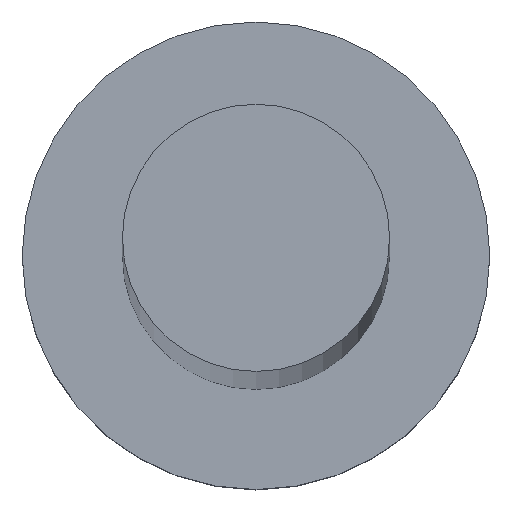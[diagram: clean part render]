
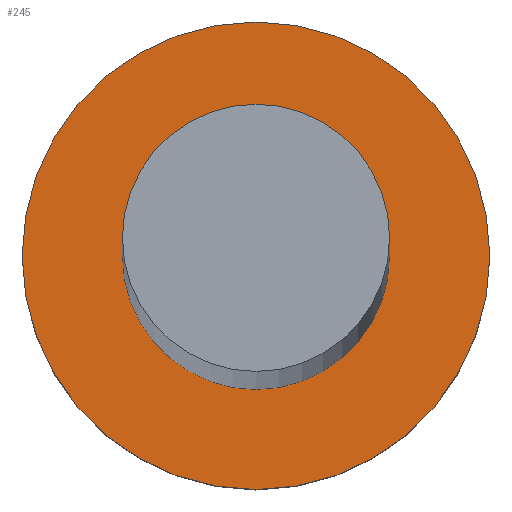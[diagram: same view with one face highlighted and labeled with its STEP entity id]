
A CAD part, top view. The second image highlights one B-rep face of the part: STEP entity #245.
In plain terms, the highlighted planar face has unit normal (0, 0, 1).
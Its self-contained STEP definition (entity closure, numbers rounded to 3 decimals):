
#10 = CIRCLE ( 'NONE', #189, 4. ) ;
#16 = DIRECTION ( 'NONE',  ( 1., 0., 0. ) ) ;
#32 = ORIENTED_EDGE ( 'NONE', *, *, #167, .T. ) ;
#36 = DIRECTION ( 'NONE',  ( 0., 0., 1. ) ) ;
#37 = CARTESIAN_POINT ( 'NONE',  ( 0., 0., 6.5 ) ) ;
#38 = EDGE_CURVE ( 'NONE', #40, #202, #42, .T. ) ;
#40 = VERTEX_POINT ( 'NONE', #54 ) ;
#41 = EDGE_CURVE ( 'NONE', #202, #40, #10, .T. ) ;
#42 = CIRCLE ( 'NONE', #134, 4. ) ;
#49 = CARTESIAN_POINT ( 'NONE',  ( 7., 0., 6.5 ) ) ;
#54 = CARTESIAN_POINT ( 'NONE',  ( -4., 0., 6.5 ) ) ;
#56 = ORIENTED_EDGE ( 'NONE', *, *, #186, .T. ) ;
#67 = CARTESIAN_POINT ( 'NONE',  ( 0., 0., 6.5 ) ) ;
#74 = EDGE_LOOP ( 'NONE', ( #98, #155 ) ) ;
#83 = AXIS2_PLACEMENT_3D ( 'NONE', #67, #36, #108 ) ;
#89 = DIRECTION ( 'NONE',  ( 1., 0., 0. ) ) ;
#91 = FACE_OUTER_BOUND ( 'NONE', #153, .T. ) ;
#98 = ORIENTED_EDGE ( 'NONE', *, *, #38, .F. ) ;
#100 = CIRCLE ( 'NONE', #83, 7. ) ;
#108 = DIRECTION ( 'NONE',  ( 1., 0., 0. ) ) ;
#117 = DIRECTION ( 'NONE',  ( 0., 0., 1. ) ) ;
#118 = CARTESIAN_POINT ( 'NONE',  ( 0., 0., 6.5 ) ) ;
#119 = DIRECTION ( 'NONE',  ( 0., 0., 1. ) ) ;
#123 = VERTEX_POINT ( 'NONE', #130 ) ;
#130 = CARTESIAN_POINT ( 'NONE',  ( -7., 0., 6.5 ) ) ;
#133 = FACE_BOUND ( 'NONE', #74, .T. ) ;
#134 = AXIS2_PLACEMENT_3D ( 'NONE', #37, #119, #212 ) ;
#138 = CARTESIAN_POINT ( 'NONE',  ( 0., 0., 6.5 ) ) ;
#151 = DIRECTION ( 'NONE',  ( 1., 0., 0. ) ) ;
#153 = EDGE_LOOP ( 'NONE', ( #32, #56 ) ) ;
#154 = CARTESIAN_POINT ( 'NONE',  ( 0., 0., 6.5 ) ) ;
#155 = ORIENTED_EDGE ( 'NONE', *, *, #41, .F. ) ;
#166 = CIRCLE ( 'NONE', #187, 7. ) ;
#167 = EDGE_CURVE ( 'NONE', #123, #233, #100, .T. ) ;
#179 = PLANE ( 'NONE',  #236 ) ;
#186 = EDGE_CURVE ( 'NONE', #233, #123, #166, .T. ) ;
#187 = AXIS2_PLACEMENT_3D ( 'NONE', #154, #190, #151 ) ;
#189 = AXIS2_PLACEMENT_3D ( 'NONE', #138, #117, #16 ) ;
#190 = DIRECTION ( 'NONE',  ( 0., 0., 1. ) ) ;
#202 = VERTEX_POINT ( 'NONE', #238 ) ;
#209 = DIRECTION ( 'NONE',  ( 0., 0., 1. ) ) ;
#212 = DIRECTION ( 'NONE',  ( 1., 0., 0. ) ) ;
#233 = VERTEX_POINT ( 'NONE', #49 ) ;
#236 = AXIS2_PLACEMENT_3D ( 'NONE', #118, #209, #89 ) ;
#238 = CARTESIAN_POINT ( 'NONE',  ( 4., 0., 6.5 ) ) ;
#245 = ADVANCED_FACE ( 'NONE', ( #133, #91 ), #179, .T. ) ;
